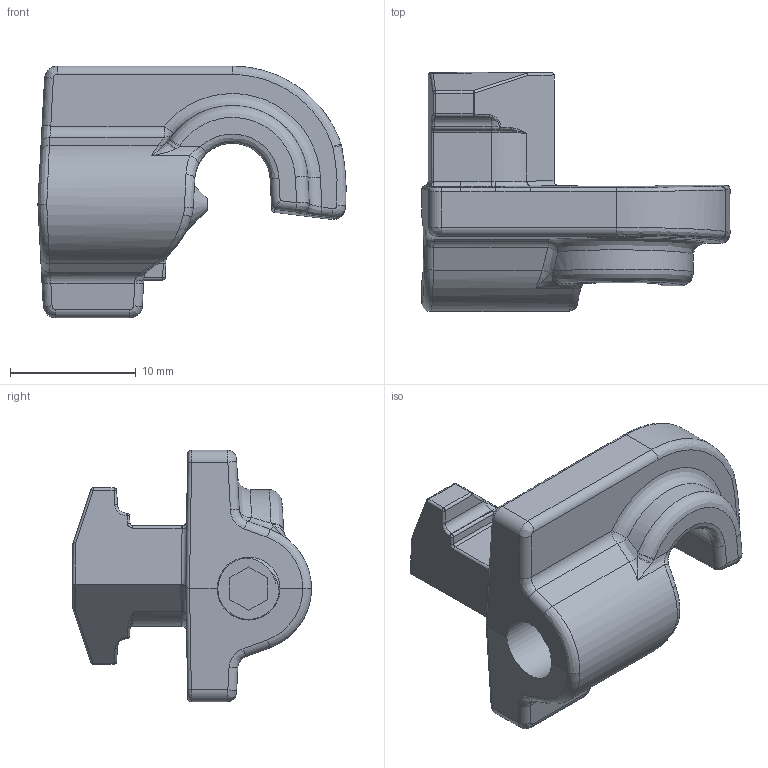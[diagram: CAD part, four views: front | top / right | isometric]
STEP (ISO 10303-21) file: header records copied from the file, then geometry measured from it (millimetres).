
FILE_DESCRIPTION(/* description */ ('KriTec Wellengitterfixierstück 10'),/* implementation_level */ '2;1');
FILE_NAME(/* name */ '80111_KriTec_Wellengitterfixierstück_10.stp',/* time_stamp */ '2019-05-16T12:16:15+02:00',/* author */ ('jendrek'),/* organization */ (''),/* preprocessor_version */ 'ST-DEVELOPER v17',/* originating_system */ 'Autodesk Inventor 2018',/* authorisation */ '');
FILE_SCHEMA (('AUTOMOTIVE_DESIGN { 1 0 10303 214 3 1 1 }'));
Length unit declared in the file: millimetre
Products named in the file (3): 80111; 093GHN0810R01_093GHN0810R01; set screw ISO 4027 M6x10_DIN 914 - M6 
Assembly tree (2 placements, depth 2):
  80111
    093GHN0810R01_093GHN0810R01
    set screw ISO 4027 M6x10_DIN 914 - M6 
Bounding box: 24.5 x 19 x 20 mm (x, y, z)
Volume: 2633.5 mm3; surface area: 2006.9 mm2
Topology: 2 solids, 2 shells, 247 faces, 576 edges, 328 vertices
Faces by surface type: cylinder 97, bspline 83, plane 46, sphere 18, cone 2, torus 1
Full cylindrical faces by diameter (mm): 5 x1, 6 x7
Entity records: 10878 total; most frequent: CARTESIAN_POINT 5587, ORIENTED_EDGE 1144, DIRECTION 1038, EDGE_CURVE 572, AXIS2_PLACEMENT_3D 413, VERTEX_POINT 328, EDGE_LOOP 248, FACE_OUTER_BOUND 247
